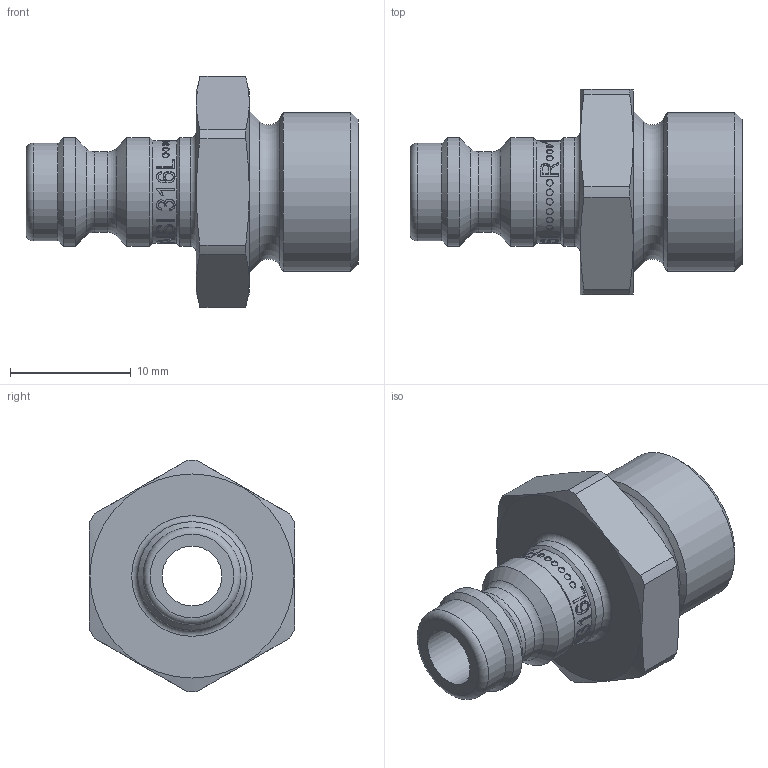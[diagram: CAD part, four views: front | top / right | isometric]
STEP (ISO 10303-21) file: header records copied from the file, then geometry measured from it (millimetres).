
FILE_DESCRIPTION(/* description */ (''),/* implementation_level */ '2;1');
FILE_NAME(/* name */ '21SFAW13FXX.stp',/* time_stamp */ '2017-07-17T09:06:13+02:00',/* author */ ('528268'),/* organization */ (''),/* preprocessor_version */ 'ST-DEVELOPER v16.1',/* originating_system */ 'Autodesk Inventor 2016',/* authorisation */ '');
FILE_SCHEMA (('AUTOMOTIVE_DESIGN { 1 0 10303 214 3 1 1 }'));
Products named in the file (1): 21SFAW13FXX
Bounding box: 27.5 x 17 x 19.15 mm (x, y, z)
Volume: 2339 mm3; surface area: 1887.9 mm2
Topology: 1 solids, 1 shells, 291 faces, 742 edges, 488 vertices
Faces by surface type: bspline 138, plane 88, cylinder 49, cone 11, torus 5
Full cylindrical faces by diameter (mm): 4.95 x1, 6.65 x1, 8.1 x1, 8.5 x1, 9 x3, 13.16 x1
Entity records: 41990 total; most frequent: CARTESIAN_POINT 36086, ORIENTED_EDGE 1428, DIRECTION 752, EDGE_CURVE 714, VERTEX_POINT 484, EDGE_LOOP 352, B_SPLINE_CURVE_WITH_KNOTS 346, FACE_OUTER_BOUND 291
